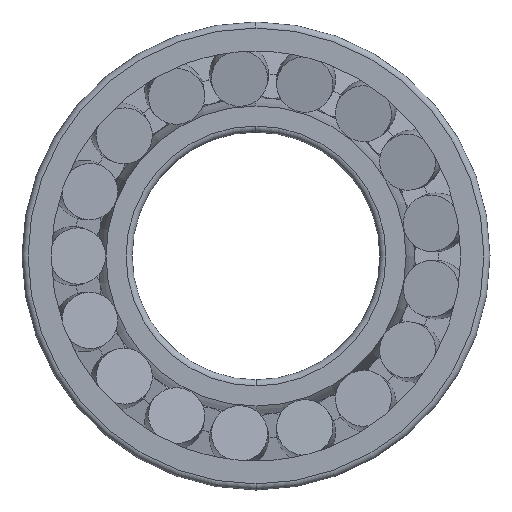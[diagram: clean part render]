
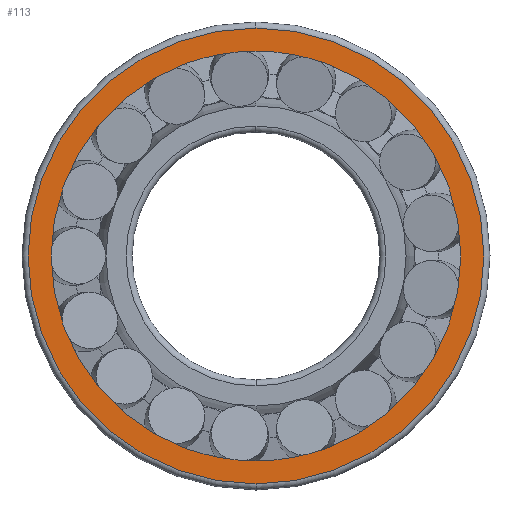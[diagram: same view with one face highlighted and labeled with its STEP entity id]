
A CAD part, left-side view. The second image highlights one B-rep face of the part: STEP entity #113.
In plain terms, the highlighted planar face has unit normal (-1, 0, 0).
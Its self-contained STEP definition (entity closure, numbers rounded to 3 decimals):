
#113=ADVANCED_FACE('',(#411,#412),#413,.T.);
#411=FACE_OUTER_BOUND('',#982,.T.);
#412=FACE_BOUND('',#983,.T.);
#413=PLANE('',#984);
#982=EDGE_LOOP('',(#1820,#1821,#1822));
#983=EDGE_LOOP('',(#1823,#1824,#1825));
#984=AXIS2_PLACEMENT_3D('',#1826,#1827,#1828);
#1820=ORIENTED_EDGE('',*,*,#3600,.F.);
#1821=ORIENTED_EDGE('',*,*,#3599,.F.);
#1822=ORIENTED_EDGE('',*,*,#3641,.F.);
#1823=ORIENTED_EDGE('',*,*,#3645,.T.);
#1824=ORIENTED_EDGE('',*,*,#3578,.T.);
#1825=ORIENTED_EDGE('',*,*,#3646,.T.);
#1826=CARTESIAN_POINT('',(0.,39.3,0.0));
#1827=DIRECTION('',(-1.0,0.,0.0));
#1828=DIRECTION('',(0.,-1.0,0.0));
#3578=EDGE_CURVE('',#4274,#4271,#4275,.T.);
#3599=EDGE_CURVE('',#4313,#4316,#4317,.T.);
#3600=EDGE_CURVE('',#4316,#4318,#4319,.T.);
#3641=EDGE_CURVE('',#4318,#4313,#4376,.T.);
#3645=EDGE_CURVE('',#4381,#4274,#4382,.T.);
#3646=EDGE_CURVE('',#4271,#4381,#4383,.T.);
#4271=VERTEX_POINT('',#5420);
#4274=VERTEX_POINT('',#5423);
#4275=CIRCLE('',#5424,37.2);
#4313=VERTEX_POINT('',#5464);
#4316=VERTEX_POINT('',#5467);
#4317=CIRCLE('',#5468,41.4);
#4318=VERTEX_POINT('',#5469);
#4319=CIRCLE('',#5470,41.4);
#4376=CIRCLE('',#5645,41.4);
#4381=VERTEX_POINT('',#5650);
#4382=CIRCLE('',#5651,37.2);
#4383=CIRCLE('',#5652,37.2);
#5420=CARTESIAN_POINT('',(0.,0.,-37.2));
#5423=CARTESIAN_POINT('',(0.,0.,37.2));
#5424=AXIS2_PLACEMENT_3D('',#11272,#11273,#11274);
#5464=CARTESIAN_POINT('',(0.0,0.,-41.4));
#5467=CARTESIAN_POINT('',(0.0,41.4,0.0));
#5468=AXIS2_PLACEMENT_3D('',#11331,#11332,#11333);
#5469=CARTESIAN_POINT('',(0.0,0.,41.4));
#5470=AXIS2_PLACEMENT_3D('',#11334,#11335,#11336);
#5645=AXIS2_PLACEMENT_3D('',#11404,#11405,#11406);
#5650=CARTESIAN_POINT('',(0.,37.2,0.0));
#5651=AXIS2_PLACEMENT_3D('',#11416,#11417,#11418);
#5652=AXIS2_PLACEMENT_3D('',#11419,#11420,#11421);
#11272=CARTESIAN_POINT('',(0.,0.0,0.0));
#11273=DIRECTION('',(1.0,0.0,0.0));
#11274=DIRECTION('',(0.0,1.0,0.0));
#11331=CARTESIAN_POINT('',(0.0,0.0,0.0));
#11332=DIRECTION('',(1.0,0.0,0.0));
#11333=DIRECTION('',(0.0,1.0,0.0));
#11334=CARTESIAN_POINT('',(0.0,0.0,0.0));
#11335=DIRECTION('',(1.0,0.0,0.0));
#11336=DIRECTION('',(0.0,1.0,0.0));
#11404=CARTESIAN_POINT('',(0.0,0.0,0.0));
#11405=DIRECTION('',(1.0,0.0,0.0));
#11406=DIRECTION('',(0.0,1.0,0.0));
#11416=CARTESIAN_POINT('',(0.,0.0,0.0));
#11417=DIRECTION('',(1.0,0.0,0.0));
#11418=DIRECTION('',(0.0,1.0,0.0));
#11419=CARTESIAN_POINT('',(0.,0.0,0.0));
#11420=DIRECTION('',(1.0,0.0,0.0));
#11421=DIRECTION('',(0.0,1.0,0.0));
